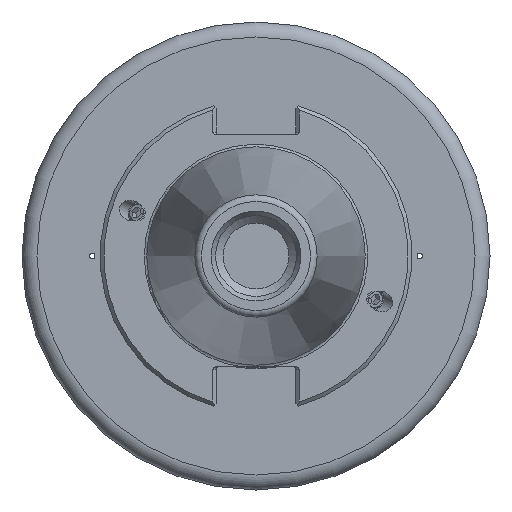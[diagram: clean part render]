
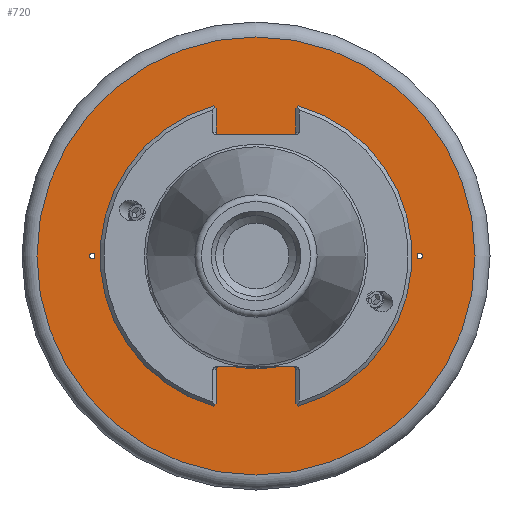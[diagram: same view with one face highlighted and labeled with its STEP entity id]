
A CAD part, left-side view. The second image highlights one B-rep face of the part: STEP entity #720.
In plain terms, the highlighted planar face has unit normal (-1, 0, 0).
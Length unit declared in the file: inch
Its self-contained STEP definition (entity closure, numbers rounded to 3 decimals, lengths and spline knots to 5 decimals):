
#452=CARTESIAN_POINT('',(1.38,-1.312,0.02176));
#453=VERTEX_POINT('',#452);
#454=CARTESIAN_POINT('',(1.38,-1.312,0.0));
#455=DIRECTION('',(1.0,0.0,0.0));
#456=DIRECTION('',(0.0,0.0,-1.0));
#457=AXIS2_PLACEMENT_3D('',#454,#455,#456);
#458=CIRCLE('',#457,0.02176);
#459=EDGE_CURVE('',#453,#453,#458,.T.);
#512=CARTESIAN_POINT('',(1.38,1.312,0.02176));
#513=VERTEX_POINT('',#512);
#514=CARTESIAN_POINT('',(1.38,1.312,0.0));
#515=DIRECTION('',(1.0,0.0,0.0));
#516=DIRECTION('',(0.0,0.0,-1.0));
#517=AXIS2_PLACEMENT_3D('',#514,#515,#516);
#518=CIRCLE('',#517,0.02176);
#519=EDGE_CURVE('',#513,#513,#518,.T.);
#680=CARTESIAN_POINT('',(1.38,1.755,0.0));
#681=VERTEX_POINT('',#680);
#682=CARTESIAN_POINT('',(1.38,0.0,0.0));
#683=DIRECTION('',(1.0,0.0,0.0));
#684=DIRECTION('',(0.0,-1.0,0.0));
#685=AXIS2_PLACEMENT_3D('',#682,#683,#684);
#686=CIRCLE('',#685,1.755);
#687=EDGE_CURVE('',#681,#681,#686,.T.);
#695=CARTESIAN_POINT('',(1.38,0.9375,0.0));
#696=DIRECTION('',(-1.0,0.0,0.0));
#697=DIRECTION('',(0.0,0.0,1.0));
#698=AXIS2_PLACEMENT_3D('',#695,#696,#697);
#699=PLANE('',#698);
#700=ORIENTED_EDGE('',*,*,#687,.F.);
#701=EDGE_LOOP('',(#700));
#702=FACE_OUTER_BOUND('',#701,.T.);
#703=ORIENTED_EDGE('',*,*,#459,.T.);
#704=EDGE_LOOP('',(#703));
#705=FACE_BOUND('',#704,.T.);
#706=ORIENTED_EDGE('',*,*,#519,.T.);
#707=EDGE_LOOP('',(#706));
#708=FACE_BOUND('',#707,.T.);
#709=CARTESIAN_POINT('',(1.38,0.905,0.));
#710=VERTEX_POINT('',#709);
#711=CARTESIAN_POINT('',(1.38,0.,0.0));
#712=DIRECTION('',(-1.0,0.0,0.0));
#713=DIRECTION('',(0.0,-1.0,0.0));
#714=AXIS2_PLACEMENT_3D('',#711,#712,#713);
#715=CIRCLE('',#714,0.905);
#716=EDGE_CURVE('',#710,#710,#715,.T.);
#717=ORIENTED_EDGE('',*,*,#716,.F.);
#718=EDGE_LOOP('',(#717));
#719=FACE_BOUND('',#718,.T.);
#720=ADVANCED_FACE('',(#702,#705,#708,#719),#699,.T.);
